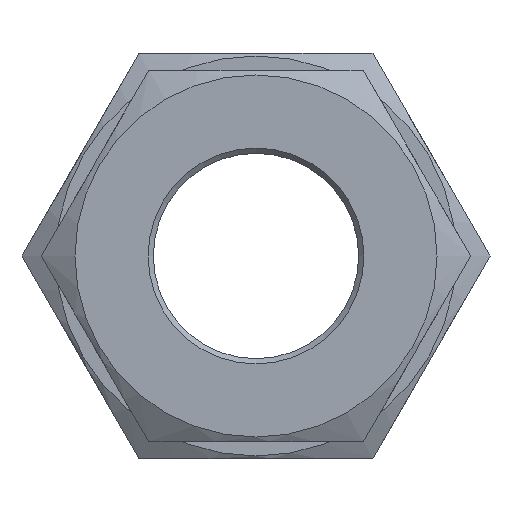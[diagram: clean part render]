
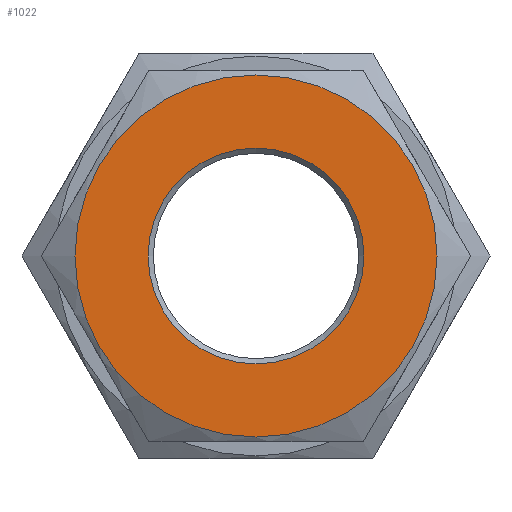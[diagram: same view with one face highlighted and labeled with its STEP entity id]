
A CAD part, left-side view. The second image highlights one B-rep face of the part: STEP entity #1022.
In plain terms, the highlighted planar face has unit normal (-1, 0, 0).
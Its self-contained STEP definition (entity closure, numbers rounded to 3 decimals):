
#991=CARTESIAN_POINT('',(-15.814,-10.092,-6.019));
#992=VERTEX_POINT('',#991);
#993=CARTESIAN_POINT('',(-15.814,-15.167,-6.019));
#994=DIRECTION('',(-1.0,0.0,0.0));
#995=DIRECTION('',(0.0,-1.0,0.0));
#996=AXIS2_PLACEMENT_3D('',#993,#994,#995);
#997=CIRCLE('',#996,5.075);
#998=EDGE_CURVE('',#992,#992,#997,.T.);
#1003=CARTESIAN_POINT('',(-15.814,-19.422,-6.019));
#1004=DIRECTION('',(-1.0,0.0,0.0));
#1005=DIRECTION('',(0.0,0.0,-1.0));
#1006=AXIS2_PLACEMENT_3D('',#1003,#1004,#1005);
#1007=PLANE('',#1006);
#1008=CARTESIAN_POINT('',(-15.814,-23.677,-6.019));
#1009=VERTEX_POINT('',#1008);
#1010=CARTESIAN_POINT('',(-15.814,-15.167,-6.019));
#1011=DIRECTION('',(1.0,0.0,0.0));
#1012=DIRECTION('',(0.0,-1.0,0.0));
#1013=AXIS2_PLACEMENT_3D('',#1010,#1011,#1012);
#1014=CIRCLE('',#1013,8.51);
#1015=EDGE_CURVE('',#1009,#1009,#1014,.T.);
#1016=ORIENTED_EDGE('',*,*,#1015,.F.);
#1017=EDGE_LOOP('',(#1016));
#1018=FACE_OUTER_BOUND('',#1017,.T.);
#1019=ORIENTED_EDGE('',*,*,#998,.F.);
#1020=EDGE_LOOP('',(#1019));
#1021=FACE_BOUND('',#1020,.T.);
#1022=ADVANCED_FACE('',(#1018,#1021),#1007,.T.);
